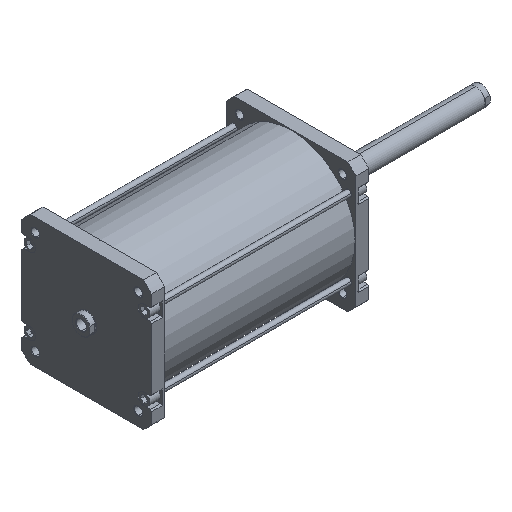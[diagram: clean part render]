
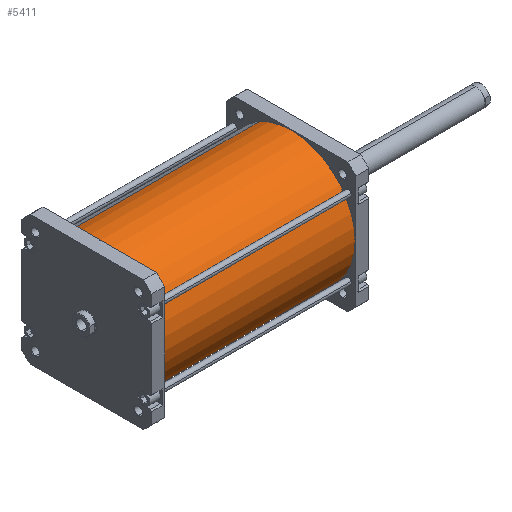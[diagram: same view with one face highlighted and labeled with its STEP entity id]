
A CAD part, isometric view. The second image highlights one B-rep face of the part: STEP entity #5411.
In plain terms, the highlighted cylindrical face has radius 168 mm (diameter 336 mm), a partial arc.
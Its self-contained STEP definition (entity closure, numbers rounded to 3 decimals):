
#242 = EDGE_LOOP ( 'NONE', ( #3028, #3064, #3015, #3014 ) ) ;
#488 = LINE ( 'NONE', #3325, #500 ) ;
#490 = VECTOR ( 'NONE', #2424, 1000. ) ;
#492 = LINE ( 'NONE', #2425, #490 ) ;
#495 = CIRCLE ( 'NONE', #3534, 168. ) ;
#497 = CIRCLE ( 'NONE', #3538, 168. ) ;
#500 = VECTOR ( 'NONE', #3323, 1000. ) ;
#2424 = DIRECTION ( 'NONE',  ( 0., 0., -1. ) ) ;
#2425 = CARTESIAN_POINT ( 'NONE',  ( 168., 0., 502. ) ) ;
#2456 = DIRECTION ( 'NONE',  ( 1., 0., 0. ) ) ;
#2458 = DIRECTION ( 'NONE',  ( 0., 0., 1. ) ) ;
#2460 = CARTESIAN_POINT ( 'NONE',  ( 0., 0., 0. ) ) ;
#2463 = CARTESIAN_POINT ( 'NONE',  ( 0., 0., 502. ) ) ;
#2738 = EDGE_CURVE ( 'NONE', #5728, #5738, #495, .T. ) ;
#2740 = EDGE_CURVE ( 'NONE', #5639, #5705, #497, .T. ) ;
#2743 = EDGE_CURVE ( 'NONE', #5639, #5728, #488, .T. ) ;
#2745 = EDGE_CURVE ( 'NONE', #5705, #5738, #492, .T. ) ;
#3014 = ORIENTED_EDGE ( 'NONE', *, *, #2738, .T. ) ;
#3015 = ORIENTED_EDGE ( 'NONE', *, *, #2743, .T. ) ;
#3028 = ORIENTED_EDGE ( 'NONE', *, *, #2745, .F. ) ;
#3064 = ORIENTED_EDGE ( 'NONE', *, *, #2740, .F. ) ;
#3323 = DIRECTION ( 'NONE',  ( 0., 0., -1. ) ) ;
#3325 = CARTESIAN_POINT ( 'NONE',  ( -168., 0., 502. ) ) ;
#3534 = AXIS2_PLACEMENT_3D ( 'NONE', #2460, #2458, #2456 ) ;
#3538 = AXIS2_PLACEMENT_3D ( 'NONE', #2463, #5798, #4185 ) ;
#3927 = AXIS2_PLACEMENT_3D ( 'NONE', #4753, #4742, #4746 ) ;
#4185 = DIRECTION ( 'NONE',  ( 1., 0., 0. ) ) ;
#4573 = FACE_OUTER_BOUND ( 'NONE', #242, .T. ) ;
#4574 = CYLINDRICAL_SURFACE ( 'NONE', #3927, 168. ) ;
#4742 = DIRECTION ( 'NONE',  ( 0., 0., -1. ) ) ;
#4746 = DIRECTION ( 'NONE',  ( -1., 0., 0. ) ) ;
#4753 = CARTESIAN_POINT ( 'NONE',  ( 0., 0., 502. ) ) ;
#4941 = CARTESIAN_POINT ( 'NONE',  ( -168., 0., 502. ) ) ;
#5005 = CARTESIAN_POINT ( 'NONE',  ( 168., 0., 502. ) ) ;
#5027 = CARTESIAN_POINT ( 'NONE',  ( -168., 0., 0. ) ) ;
#5037 = CARTESIAN_POINT ( 'NONE',  ( 168., 0., 0. ) ) ;
#5411 = ADVANCED_FACE ( 'NONE', ( #4573 ), #4574, .T. ) ;
#5639 = VERTEX_POINT ( 'NONE', #4941 ) ;
#5705 = VERTEX_POINT ( 'NONE', #5005 ) ;
#5728 = VERTEX_POINT ( 'NONE', #5027 ) ;
#5738 = VERTEX_POINT ( 'NONE', #5037 ) ;
#5798 = DIRECTION ( 'NONE',  ( 0., 0., 1. ) ) ;
